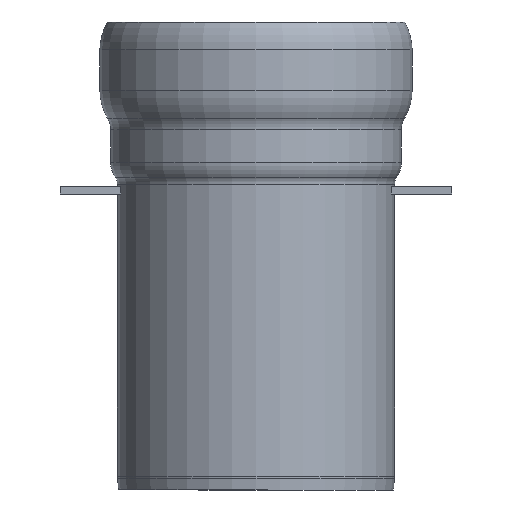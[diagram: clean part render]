
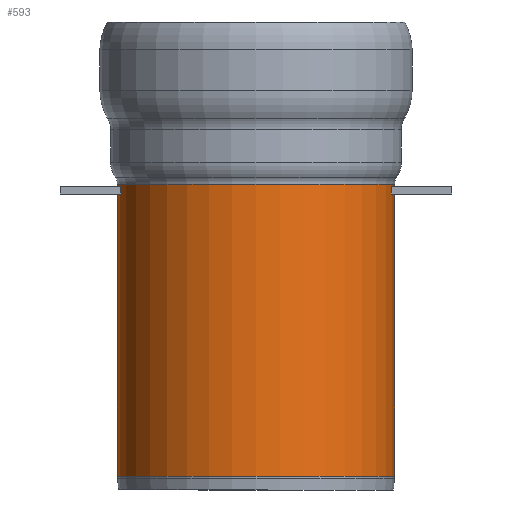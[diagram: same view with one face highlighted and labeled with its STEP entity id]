
A CAD part, front view. The second image highlights one B-rep face of the part: STEP entity #593.
In plain terms, the highlighted cylindrical face has radius 1095 mm (diameter 2190 mm), a full revolution.
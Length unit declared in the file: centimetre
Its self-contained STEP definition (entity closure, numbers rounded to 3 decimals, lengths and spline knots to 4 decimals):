
#45=CYLINDRICAL_SURFACE('',#640,109.5);
#54=LINE('',#953,#86);
#86=VECTOR('',#744,109.5);
#123=FACE_OUTER_BOUND('',#159,.T.);
#159=EDGE_LOOP('',(#410,#411,#412,#413,#414,#415));
#199=CIRCLE('',#635,109.5);
#200=CIRCLE('',#636,109.5);
#203=CIRCLE('',#641,109.5);
#204=CIRCLE('',#642,109.5);
#253=VERTEX_POINT('',#941);
#254=VERTEX_POINT('',#943);
#256=VERTEX_POINT('',#952);
#257=VERTEX_POINT('',#954);
#311=EDGE_CURVE('',#253,#254,#199,.T.);
#312=EDGE_CURVE('',#254,#253,#200,.T.);
#316=EDGE_CURVE('',#254,#256,#54,.T.);
#317=EDGE_CURVE('',#256,#257,#203,.T.);
#318=EDGE_CURVE('',#257,#256,#204,.T.);
#410=ORIENTED_EDGE('',*,*,#311,.F.);
#411=ORIENTED_EDGE('',*,*,#312,.F.);
#412=ORIENTED_EDGE('',*,*,#316,.T.);
#413=ORIENTED_EDGE('',*,*,#317,.T.);
#414=ORIENTED_EDGE('',*,*,#318,.T.);
#415=ORIENTED_EDGE('',*,*,#316,.F.);
#593=ADVANCED_FACE('',(#123),#45,.T.);
#635=AXIS2_PLACEMENT_3D('',#944,#731,#732);
#636=AXIS2_PLACEMENT_3D('',#945,#733,#734);
#640=AXIS2_PLACEMENT_3D('',#951,#742,#743);
#641=AXIS2_PLACEMENT_3D('',#955,#745,#746);
#642=AXIS2_PLACEMENT_3D('',#956,#747,#748);
#731=DIRECTION('center_axis',(0.,0.,
-1.));
#732=DIRECTION('ref_axis',(1.,0.,0.));
#733=DIRECTION('center_axis',(0.,0.,
-1.));
#734=DIRECTION('ref_axis',(1.,0.,0.));
#742=DIRECTION('center_axis',(0.,0.,
-1.));
#743=DIRECTION('ref_axis',(-1.,0.,0.));
#744=DIRECTION('',(0.,0.,1.));
#745=DIRECTION('center_axis',(0.,0.,
-1.));
#746=DIRECTION('ref_axis',(-1.,0.,0.));
#747=DIRECTION('center_axis',(0.,0.,
-1.));
#748=DIRECTION('ref_axis',(-1.,0.,0.));
#941=CARTESIAN_POINT('',(22.1258,-55.3931,92.5884));
#943=CARTESIAN_POINT('',(131.6258,54.1069,92.5884));
#944=CARTESIAN_POINT('Origin',(22.1258,54.1069,92.5884));
#945=CARTESIAN_POINT('Origin',(22.1258,54.1069,92.5884));
#951=CARTESIAN_POINT('Origin',(22.1258,54.1069,-417.4567));
#952=CARTESIAN_POINT('',(131.6258,54.1069,323.3932));
#953=CARTESIAN_POINT('',(131.6258,54.1069,-417.4567));
#954=CARTESIAN_POINT('',(22.1258,-55.3931,323.3932));
#955=CARTESIAN_POINT('Origin',(22.1258,54.1069,323.3932));
#956=CARTESIAN_POINT('Origin',(22.1258,54.1069,323.3932));
